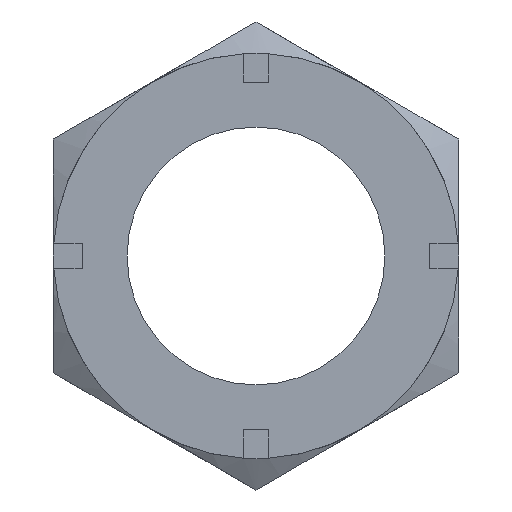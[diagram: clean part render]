
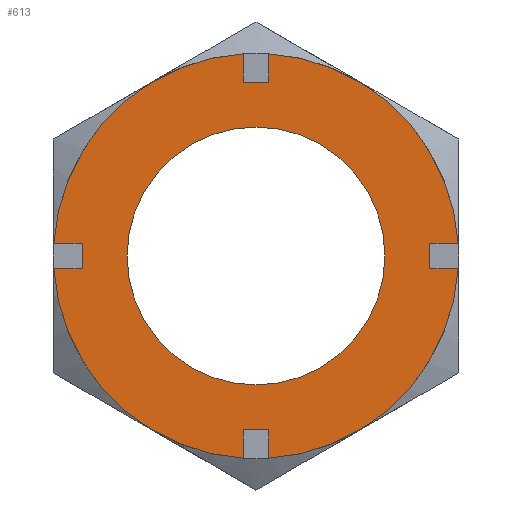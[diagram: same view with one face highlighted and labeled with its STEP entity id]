
A CAD part, left-side view. The second image highlights one B-rep face of the part: STEP entity #613.
In plain terms, the highlighted planar face has unit normal (-1, 0, 0).
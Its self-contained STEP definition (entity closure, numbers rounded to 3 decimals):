
#235=EDGE_CURVE('',#581,#555,#657,.T.);
#241=EDGE_CURVE('',#573,#373,#663,.T.);
#259=EDGE_CURVE('',#337,#535,#685,.T.);
#271=EDGE_CURVE('',#501,#309,#700,.T.);
#281=EDGE_CURVE('',#409,#455,#710,.T.);
#287=EDGE_CURVE('',#323,#299,#718,.T.);
#295=EDGE_CURVE('',#299,#309,#726,.T.);
#299=VERTEX_POINT('',#730);
#309=VERTEX_POINT('',#741);
#323=VERTEX_POINT('',#755);
#335=EDGE_CURVE('',#337,#323,#768,.T.);
#337=VERTEX_POINT('',#770);
#359=VERTEX_POINT('',#795);
#373=VERTEX_POINT('',#811);
#377=EDGE_CURVE('',#359,#373,#816,.T.);
#381=EDGE_CURVE('',#405,#359,#820,.T.);
#387=EDGE_CURVE('',#409,#405,#827,.T.);
#405=VERTEX_POINT('',#847);
#409=VERTEX_POINT('',#851);
#427=EDGE_CURVE('',#485,#451,#870,.T.);
#431=EDGE_CURVE('',#451,#455,#874,.T.);
#451=VERTEX_POINT('',#896);
#455=VERTEX_POINT('',#900);
#465=EDGE_CURVE('',#501,#485,#911,.T.);
#485=VERTEX_POINT('',#934);
#501=VERTEX_POINT('',#952);
#503=EDGE_CURVE('',#557,#543,#954,.T.);
#535=VERTEX_POINT('',#989);
#539=EDGE_CURVE('',#573,#557,#993,.T.);
#543=VERTEX_POINT('',#997);
#555=VERTEX_POINT('',#1010);
#557=VERTEX_POINT('',#1012);
#559=EDGE_CURVE('',#543,#535,#1014,.T.);
#573=VERTEX_POINT('',#1028);
#581=VERTEX_POINT('',#1037);
#593=EDGE_CURVE('',#555,#581,#1052,.T.);
#613=ADVANCED_FACE('',(#1076,#1077),#1078,.T.);
#657=CIRCLE('',#1118,17.5);
#663=CIRCLE('',#1134,27.5);
#685=CIRCLE('',#1160,27.5);
#700=CIRCLE('',#1177,27.5);
#710=CIRCLE('',#1190,27.5);
#718=LINE('',#1199,#1200);
#726=LINE('',#1220,#1221);
#730=CARTESIAN_POINT('',(-38.0,23.6,-1.7));
#741=CARTESIAN_POINT('',(-38.,27.447,-1.7));
#755=CARTESIAN_POINT('',(-38.0,23.6,1.7));
#768=LINE('',#1299,#1300);
#770=CARTESIAN_POINT('',(-38.,27.447,1.7));
#795=CARTESIAN_POINT('',(-38.0,-23.6,1.7));
#811=CARTESIAN_POINT('',(-38.,-27.447,1.7));
#816=LINE('',#1389,#1390);
#820=LINE('',#1397,#1398);
#827=LINE('',#1407,#1408);
#847=CARTESIAN_POINT('',(-38.0,-23.6,-1.7));
#851=CARTESIAN_POINT('',(-38.,-27.447,-1.7));
#870=LINE('',#1500,#1501);
#874=LINE('',#1506,#1507);
#896=CARTESIAN_POINT('',(-38.0,-1.7,-23.6));
#900=CARTESIAN_POINT('',(-38.,-1.7,-27.447));
#911=LINE('',#1566,#1567);
#934=CARTESIAN_POINT('',(-38.0,1.7,-23.6));
#952=CARTESIAN_POINT('',(-38.,1.7,-27.447));
#954=LINE('',#1658,#1659);
#989=CARTESIAN_POINT('',(-38.,1.7,27.447));
#993=LINE('',#1732,#1733);
#997=CARTESIAN_POINT('',(-38.0,1.7,23.6));
#1010=CARTESIAN_POINT('',(-38.,-17.5,0.));
#1012=CARTESIAN_POINT('',(-38.0,-1.7,23.6));
#1014=LINE('',#1777,#1778);
#1028=CARTESIAN_POINT('',(-38.,-1.7,27.447));
#1037=CARTESIAN_POINT('',(-38.,17.5,0.));
#1052=CIRCLE('',#1853,17.5);
#1076=FACE_BOUND('',#1890,.T.);
#1077=FACE_OUTER_BOUND('',#1891,.T.);
#1078=PLANE('',#1892);
#1118=AXIS2_PLACEMENT_3D('',#1920,#1921,#1922);
#1134=AXIS2_PLACEMENT_3D('',#1924,#1925,#1926);
#1160=AXIS2_PLACEMENT_3D('',#1964,#1965,#1966);
#1177=AXIS2_PLACEMENT_3D('',#1997,#1998,#1999);
#1190=AXIS2_PLACEMENT_3D('',#2001,#2002,#2003);
#1199=CARTESIAN_POINT('',(-38.,23.6,-0.85));
#1200=VECTOR('',#2019,1.0);
#1220=CARTESIAN_POINT('',(-38.,25.0,-1.7));
#1221=VECTOR('',#2023,1.0);
#1299=CARTESIAN_POINT('',(-38.,23.05,1.7));
#1300=VECTOR('',#2056,1.0);
#1389=CARTESIAN_POINT('',(-38.,-2.5,1.7));
#1390=VECTOR('',#2115,1.0);
#1397=CARTESIAN_POINT('',(-38.,-23.6,0.85));
#1398=VECTOR('',#2117,1.0);
#1407=CARTESIAN_POINT('',(-38.,-0.55,-1.7));
#1408=VECTOR('',#2129,1.0);
#1500=CARTESIAN_POINT('',(-38.,10.4,-23.6));
#1501=VECTOR('',#2167,1.0);
#1506=CARTESIAN_POINT('',(-38.,-1.7,-13.75));
#1507=VECTOR('',#2168,1.0);
#1566=CARTESIAN_POINT('',(-38.,1.7,-11.8));
#1567=VECTOR('',#2204,1.0);
#1658=CARTESIAN_POINT('',(-38.,12.1,23.6));
#1659=VECTOR('',#2250,1.0);
#1732=CARTESIAN_POINT('',(-38.,-1.7,11.8));
#1733=VECTOR('',#2284,1.0);
#1777=CARTESIAN_POINT('',(-38.,1.7,13.75));
#1778=VECTOR('',#2294,1.0);
#1853=AXIS2_PLACEMENT_3D('',#2337,#2338,#2339);
#1890=EDGE_LOOP('',(#2380,#2381));
#1891=EDGE_LOOP('',(#2382,#2383,#2384,#2385,#2386,#2387,#2388,#2389,#2390,#2391,#2392,#2393,#2394,#2395,#2396,#2397));
#1892=AXIS2_PLACEMENT_3D('',#2398,#2399,#2400);
#1920=CARTESIAN_POINT('',(-38.,0.,0.));
#1921=DIRECTION('',(1.0,0.0,-0.0));
#1922=DIRECTION('',(0.0,1.0,0.));
#1924=CARTESIAN_POINT('',(-38.,0.,0.));
#1925=DIRECTION('',(1.0,0.0,-0.0));
#1926=DIRECTION('',(0.0,1.0,0.));
#1964=CARTESIAN_POINT('',(-38.,0.,0.));
#1965=DIRECTION('',(1.0,0.0,-0.0));
#1966=DIRECTION('',(0.0,1.0,0.));
#1997=CARTESIAN_POINT('',(-38.,0.,0.));
#1998=DIRECTION('',(1.0,0.0,-0.0));
#1999=DIRECTION('',(0.0,1.0,0.));
#2001=CARTESIAN_POINT('',(-38.,0.,0.));
#2002=DIRECTION('',(1.0,0.0,-0.0));
#2003=DIRECTION('',(0.0,1.0,0.));
#2019=DIRECTION('',(0.0,0.0,-1.0));
#2023=DIRECTION('',(0.0,1.0,0.0));
#2056=DIRECTION('',(0.0,-1.0,0.0));
#2115=DIRECTION('',(0.0,-1.0,0.0));
#2117=DIRECTION('',(0.0,0.0,1.0));
#2129=DIRECTION('',(0.0,1.0,0.0));
#2167=DIRECTION('',(0.0,-1.0,0.0));
#2168=DIRECTION('',(0.0,0.0,-1.0));
#2204=DIRECTION('',(0.0,0.0,1.0));
#2250=DIRECTION('',(0.0,1.0,0.0));
#2284=DIRECTION('',(0.0,0.0,-1.0));
#2294=DIRECTION('',(0.0,0.0,1.0));
#2337=CARTESIAN_POINT('',(-38.,0.,0.));
#2338=DIRECTION('',(1.0,0.0,-0.0));
#2339=DIRECTION('',(0.0,1.0,0.));
#2380=ORIENTED_EDGE('',*,*,#235,.T.);
#2381=ORIENTED_EDGE('',*,*,#593,.T.);
#2382=ORIENTED_EDGE('',*,*,#539,.T.);
#2383=ORIENTED_EDGE('',*,*,#503,.T.);
#2384=ORIENTED_EDGE('',*,*,#559,.T.);
#2385=ORIENTED_EDGE('',*,*,#259,.F.);
#2386=ORIENTED_EDGE('',*,*,#335,.T.);
#2387=ORIENTED_EDGE('',*,*,#287,.T.);
#2388=ORIENTED_EDGE('',*,*,#295,.T.);
#2389=ORIENTED_EDGE('',*,*,#271,.F.);
#2390=ORIENTED_EDGE('',*,*,#465,.T.);
#2391=ORIENTED_EDGE('',*,*,#427,.T.);
#2392=ORIENTED_EDGE('',*,*,#431,.T.);
#2393=ORIENTED_EDGE('',*,*,#281,.F.);
#2394=ORIENTED_EDGE('',*,*,#387,.T.);
#2395=ORIENTED_EDGE('',*,*,#381,.T.);
#2396=ORIENTED_EDGE('',*,*,#377,.T.);
#2397=ORIENTED_EDGE('',*,*,#241,.F.);
#2398=CARTESIAN_POINT('',(-38.,22.5,0.));
#2399=DIRECTION('',(-1.0,0.0,0.0));
#2400=DIRECTION('',(0.0,-1.0,0.));
